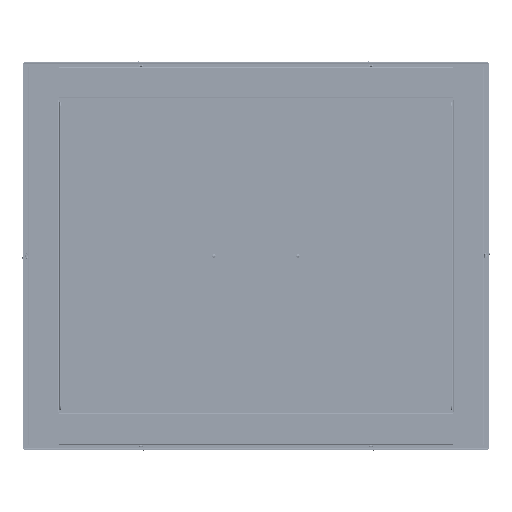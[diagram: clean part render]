
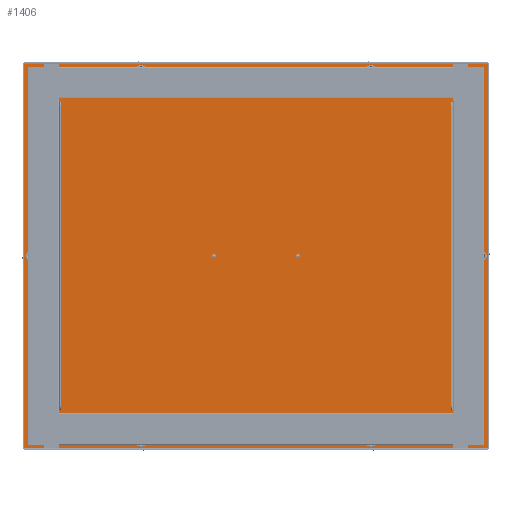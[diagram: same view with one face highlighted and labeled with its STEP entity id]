
A CAD part, top view. The second image highlights one B-rep face of the part: STEP entity #1406.
In plain terms, the highlighted planar face has unit normal (0, 0, 1).
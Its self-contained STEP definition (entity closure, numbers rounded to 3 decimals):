
#246=CARTESIAN_POINT('',(294.2,244.2,0.9));
#247=VERTEX_POINT('',#246);
#296=CARTESIAN_POINT('',(294.2,-244.2,0.9));
#297=VERTEX_POINT('',#296);
#377=CARTESIAN_POINT('',(294.2,-244.2,0.9));
#378=DIRECTION('',(0.0,1.0,0.0));
#379=VECTOR('',#378,488.4);
#380=LINE('',#377,#379);
#381=EDGE_CURVE('',#297,#247,#380,.T.);
#524=CARTESIAN_POINT('',(-294.2,244.2,0.9));
#525=VERTEX_POINT('',#524);
#648=CARTESIAN_POINT('',(294.2,244.2,0.9));
#649=DIRECTION('',(-1.0,0.0,0.0));
#650=VECTOR('',#649,588.4);
#651=LINE('',#648,#650);
#652=EDGE_CURVE('',#247,#525,#651,.T.);
#795=CARTESIAN_POINT('',(-294.2,-244.2,0.9));
#796=VERTEX_POINT('',#795);
#919=CARTESIAN_POINT('',(-294.2,244.2,0.9));
#920=DIRECTION('',(0.0,-1.0,0.0));
#921=VECTOR('',#920,488.4);
#922=LINE('',#919,#921);
#923=EDGE_CURVE('',#525,#796,#922,.T.);
#1181=CARTESIAN_POINT('',(-294.2,-244.2,0.9));
#1182=DIRECTION('',(1.0,0.0,0.0));
#1183=VECTOR('',#1182,588.4);
#1184=LINE('',#1181,#1183);
#1185=EDGE_CURVE('',#796,#297,#1184,.T.);
#1191=CARTESIAN_POINT('',(0.,0.,0.9));
#1192=DIRECTION('',(0.0,0.0,1.0));
#1193=DIRECTION('',(1.0,0.0,0.0));
#1194=AXIS2_PLACEMENT_3D('',#1191,#1192,#1193);
#1195=PLANE('',#1194);
#1196=ORIENTED_EDGE('',*,*,#381,.T.);
#1197=ORIENTED_EDGE('',*,*,#652,.T.);
#1198=ORIENTED_EDGE('',*,*,#923,.T.);
#1199=ORIENTED_EDGE('',*,*,#1185,.T.);
#1200=EDGE_LOOP('',(#1196,#1197,#1198,#1199));
#1201=FACE_OUTER_BOUND('',#1200,.T.);
#1202=CARTESIAN_POINT('',(272.601,0.,0.9));
#1203=VERTEX_POINT('',#1202);
#1204=CARTESIAN_POINT('',(282.5,9.899,0.9));
#1205=VERTEX_POINT('',#1204);
#1206=CARTESIAN_POINT('',(272.601,0.,0.9));
#1207=DIRECTION('',(0.707,0.707,0.0));
#1208=VECTOR('',#1207,14.);
#1209=LINE('',#1206,#1208);
#1210=EDGE_CURVE('',#1203,#1205,#1209,.T.);
#1211=ORIENTED_EDGE('',*,*,#1210,.T.);
#1212=CARTESIAN_POINT('',(292.399,0.,0.9));
#1213=VERTEX_POINT('',#1212);
#1214=CARTESIAN_POINT('',(282.5,9.899,0.9));
#1215=DIRECTION('',(0.707,-0.707,0.0));
#1216=VECTOR('',#1215,14.);
#1217=LINE('',#1214,#1216);
#1218=EDGE_CURVE('',#1205,#1213,#1217,.T.);
#1219=ORIENTED_EDGE('',*,*,#1218,.T.);
#1220=CARTESIAN_POINT('',(282.5,-9.899,0.9));
#1221=VERTEX_POINT('',#1220);
#1222=CARTESIAN_POINT('',(292.399,0.,0.9));
#1223=DIRECTION('',(-0.707,-0.707,0.0));
#1224=VECTOR('',#1223,14.);
#1225=LINE('',#1222,#1224);
#1226=EDGE_CURVE('',#1213,#1221,#1225,.T.);
#1227=ORIENTED_EDGE('',*,*,#1226,.T.);
#1228=CARTESIAN_POINT('',(282.5,-9.899,0.9));
#1229=DIRECTION('',(-0.707,0.707,0.0));
#1230=VECTOR('',#1229,14.);
#1231=LINE('',#1228,#1230);
#1232=EDGE_CURVE('',#1221,#1203,#1231,.T.);
#1233=ORIENTED_EDGE('',*,*,#1232,.T.);
#1234=EDGE_LOOP('',(#1211,#1219,#1227,#1233));
#1235=FACE_BOUND('',#1234,.T.);
#1236=CARTESIAN_POINT('',(146.0,242.399,0.9));
#1237=VERTEX_POINT('',#1236);
#1238=CARTESIAN_POINT('',(155.899,232.5,0.9));
#1239=VERTEX_POINT('',#1238);
#1240=CARTESIAN_POINT('',(146.,242.399,0.9));
#1241=DIRECTION('',(0.707,-0.707,0.0));
#1242=VECTOR('',#1241,14.);
#1243=LINE('',#1240,#1242);
#1244=EDGE_CURVE('',#1237,#1239,#1243,.T.);
#1245=ORIENTED_EDGE('',*,*,#1244,.T.);
#1246=CARTESIAN_POINT('',(146.0,222.601,0.9));
#1247=VERTEX_POINT('',#1246);
#1248=CARTESIAN_POINT('',(155.899,232.5,0.9));
#1249=DIRECTION('',(-0.707,-0.707,0.0));
#1250=VECTOR('',#1249,14.);
#1251=LINE('',#1248,#1250);
#1252=EDGE_CURVE('',#1239,#1247,#1251,.T.);
#1253=ORIENTED_EDGE('',*,*,#1252,.T.);
#1254=CARTESIAN_POINT('',(136.101,232.5,0.9));
#1255=VERTEX_POINT('',#1254);
#1256=CARTESIAN_POINT('',(146.,222.601,0.9));
#1257=DIRECTION('',(-0.707,0.707,0.0));
#1258=VECTOR('',#1257,14.);
#1259=LINE('',#1256,#1258);
#1260=EDGE_CURVE('',#1247,#1255,#1259,.T.);
#1261=ORIENTED_EDGE('',*,*,#1260,.T.);
#1262=CARTESIAN_POINT('',(136.101,232.5,0.9));
#1263=DIRECTION('',(0.707,0.707,0.0));
#1264=VECTOR('',#1263,14.);
#1265=LINE('',#1262,#1264);
#1266=EDGE_CURVE('',#1255,#1237,#1265,.T.);
#1267=ORIENTED_EDGE('',*,*,#1266,.T.);
#1268=EDGE_LOOP('',(#1245,#1253,#1261,#1267));
#1269=FACE_BOUND('',#1268,.T.);
#1270=CARTESIAN_POINT('',(-146.,242.399,0.9));
#1271=VERTEX_POINT('',#1270);
#1272=CARTESIAN_POINT('',(-136.101,232.5,0.9));
#1273=VERTEX_POINT('',#1272);
#1274=CARTESIAN_POINT('',(-146.,242.399,0.9));
#1275=DIRECTION('',(0.707,-0.707,0.0));
#1276=VECTOR('',#1275,14.);
#1277=LINE('',#1274,#1276);
#1278=EDGE_CURVE('',#1271,#1273,#1277,.T.);
#1279=ORIENTED_EDGE('',*,*,#1278,.T.);
#1280=CARTESIAN_POINT('',(-146.,222.601,0.9));
#1281=VERTEX_POINT('',#1280);
#1282=CARTESIAN_POINT('',(-136.101,232.5,0.9));
#1283=DIRECTION('',(-0.707,-0.707,0.0));
#1284=VECTOR('',#1283,14.);
#1285=LINE('',#1282,#1284);
#1286=EDGE_CURVE('',#1273,#1281,#1285,.T.);
#1287=ORIENTED_EDGE('',*,*,#1286,.T.);
#1288=CARTESIAN_POINT('',(-155.899,232.5,0.9));
#1289=VERTEX_POINT('',#1288);
#1290=CARTESIAN_POINT('',(-146.,222.601,0.9));
#1291=DIRECTION('',(-0.707,0.707,0.0));
#1292=VECTOR('',#1291,14.);
#1293=LINE('',#1290,#1292);
#1294=EDGE_CURVE('',#1281,#1289,#1293,.T.);
#1295=ORIENTED_EDGE('',*,*,#1294,.T.);
#1296=CARTESIAN_POINT('',(-155.899,232.5,0.9));
#1297=DIRECTION('',(0.707,0.707,0.0));
#1298=VECTOR('',#1297,14.);
#1299=LINE('',#1296,#1298);
#1300=EDGE_CURVE('',#1289,#1271,#1299,.T.);
#1301=ORIENTED_EDGE('',*,*,#1300,.T.);
#1302=EDGE_LOOP('',(#1279,#1287,#1295,#1301));
#1303=FACE_BOUND('',#1302,.T.);
#1304=CARTESIAN_POINT('',(-272.601,0.,0.9));
#1305=VERTEX_POINT('',#1304);
#1306=CARTESIAN_POINT('',(-282.5,-9.899,0.9));
#1307=VERTEX_POINT('',#1306);
#1308=CARTESIAN_POINT('',(-272.601,0.,0.9));
#1309=DIRECTION('',(-0.707,-0.707,0.0));
#1310=VECTOR('',#1309,14.);
#1311=LINE('',#1308,#1310);
#1312=EDGE_CURVE('',#1305,#1307,#1311,.T.);
#1313=ORIENTED_EDGE('',*,*,#1312,.T.);
#1314=CARTESIAN_POINT('',(-292.399,0.,0.9));
#1315=VERTEX_POINT('',#1314);
#1316=CARTESIAN_POINT('',(-282.5,-9.899,0.9));
#1317=DIRECTION('',(-0.707,0.707,0.0));
#1318=VECTOR('',#1317,14.);
#1319=LINE('',#1316,#1318);
#1320=EDGE_CURVE('',#1307,#1315,#1319,.T.);
#1321=ORIENTED_EDGE('',*,*,#1320,.T.);
#1322=CARTESIAN_POINT('',(-282.5,9.899,0.9));
#1323=VERTEX_POINT('',#1322);
#1324=CARTESIAN_POINT('',(-292.399,0.,0.9));
#1325=DIRECTION('',(0.707,0.707,0.0));
#1326=VECTOR('',#1325,14.);
#1327=LINE('',#1324,#1326);
#1328=EDGE_CURVE('',#1315,#1323,#1327,.T.);
#1329=ORIENTED_EDGE('',*,*,#1328,.T.);
#1330=CARTESIAN_POINT('',(-282.5,9.899,0.9));
#1331=DIRECTION('',(0.707,-0.707,0.0));
#1332=VECTOR('',#1331,14.);
#1333=LINE('',#1330,#1332);
#1334=EDGE_CURVE('',#1323,#1305,#1333,.T.);
#1335=ORIENTED_EDGE('',*,*,#1334,.T.);
#1336=EDGE_LOOP('',(#1313,#1321,#1329,#1335));
#1337=FACE_BOUND('',#1336,.T.);
#1338=CARTESIAN_POINT('',(-146.,-242.399,0.9));
#1339=VERTEX_POINT('',#1338);
#1340=CARTESIAN_POINT('',(-155.899,-232.5,0.9));
#1341=VERTEX_POINT('',#1340);
#1342=CARTESIAN_POINT('',(-146.,-242.399,0.9));
#1343=DIRECTION('',(-0.707,0.707,0.0));
#1344=VECTOR('',#1343,14.);
#1345=LINE('',#1342,#1344);
#1346=EDGE_CURVE('',#1339,#1341,#1345,.T.);
#1347=ORIENTED_EDGE('',*,*,#1346,.T.);
#1348=CARTESIAN_POINT('',(-146.,-222.601,0.9));
#1349=VERTEX_POINT('',#1348);
#1350=CARTESIAN_POINT('',(-155.899,-232.5,0.9));
#1351=DIRECTION('',(0.707,0.707,0.0));
#1352=VECTOR('',#1351,14.);
#1353=LINE('',#1350,#1352);
#1354=EDGE_CURVE('',#1341,#1349,#1353,.T.);
#1355=ORIENTED_EDGE('',*,*,#1354,.T.);
#1356=CARTESIAN_POINT('',(-136.101,-232.5,0.9));
#1357=VERTEX_POINT('',#1356);
#1358=CARTESIAN_POINT('',(-146.,-222.601,0.9));
#1359=DIRECTION('',(0.707,-0.707,0.0));
#1360=VECTOR('',#1359,14.);
#1361=LINE('',#1358,#1360);
#1362=EDGE_CURVE('',#1349,#1357,#1361,.T.);
#1363=ORIENTED_EDGE('',*,*,#1362,.T.);
#1364=CARTESIAN_POINT('',(-136.101,-232.5,0.9));
#1365=DIRECTION('',(-0.707,-0.707,0.0));
#1366=VECTOR('',#1365,14.);
#1367=LINE('',#1364,#1366);
#1368=EDGE_CURVE('',#1357,#1339,#1367,.T.);
#1369=ORIENTED_EDGE('',*,*,#1368,.T.);
#1370=EDGE_LOOP('',(#1347,#1355,#1363,#1369));
#1371=FACE_BOUND('',#1370,.T.);
#1372=CARTESIAN_POINT('',(146.,-242.399,0.9));
#1373=VERTEX_POINT('',#1372);
#1374=CARTESIAN_POINT('',(136.101,-232.5,0.9));
#1375=VERTEX_POINT('',#1374);
#1376=CARTESIAN_POINT('',(146.,-242.399,0.9));
#1377=DIRECTION('',(-0.707,0.707,0.0));
#1378=VECTOR('',#1377,14.);
#1379=LINE('',#1376,#1378);
#1380=EDGE_CURVE('',#1373,#1375,#1379,.T.);
#1381=ORIENTED_EDGE('',*,*,#1380,.T.);
#1382=CARTESIAN_POINT('',(146.,-222.601,0.9));
#1383=VERTEX_POINT('',#1382);
#1384=CARTESIAN_POINT('',(136.101,-232.5,0.9));
#1385=DIRECTION('',(0.707,0.707,0.0));
#1386=VECTOR('',#1385,14.);
#1387=LINE('',#1384,#1386);
#1388=EDGE_CURVE('',#1375,#1383,#1387,.T.);
#1389=ORIENTED_EDGE('',*,*,#1388,.T.);
#1390=CARTESIAN_POINT('',(155.899,-232.5,0.9));
#1391=VERTEX_POINT('',#1390);
#1392=CARTESIAN_POINT('',(146.,-222.601,0.9));
#1393=DIRECTION('',(0.707,-0.707,0.0));
#1394=VECTOR('',#1393,14.);
#1395=LINE('',#1392,#1394);
#1396=EDGE_CURVE('',#1383,#1391,#1395,.T.);
#1397=ORIENTED_EDGE('',*,*,#1396,.T.);
#1398=CARTESIAN_POINT('',(155.899,-232.5,0.9));
#1399=DIRECTION('',(-0.707,-0.707,0.0));
#1400=VECTOR('',#1399,14.);
#1401=LINE('',#1398,#1400);
#1402=EDGE_CURVE('',#1391,#1373,#1401,.T.);
#1403=ORIENTED_EDGE('',*,*,#1402,.T.);
#1404=EDGE_LOOP('',(#1381,#1389,#1397,#1403));
#1405=FACE_BOUND('',#1404,.T.);
#1406=ADVANCED_FACE('',(#1201,#1235,#1269,#1303,#1337,#1371,#1405),#1195,.T.);
